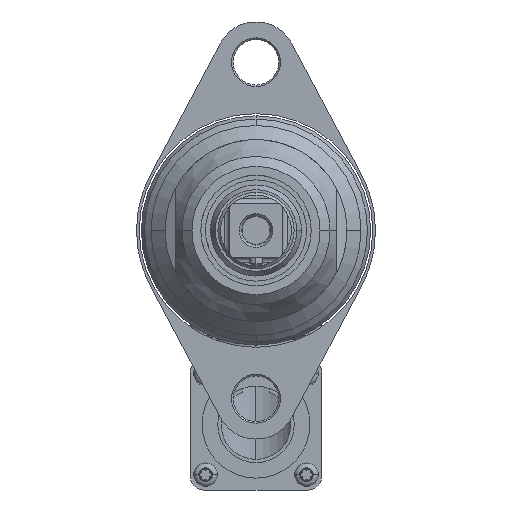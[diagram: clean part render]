
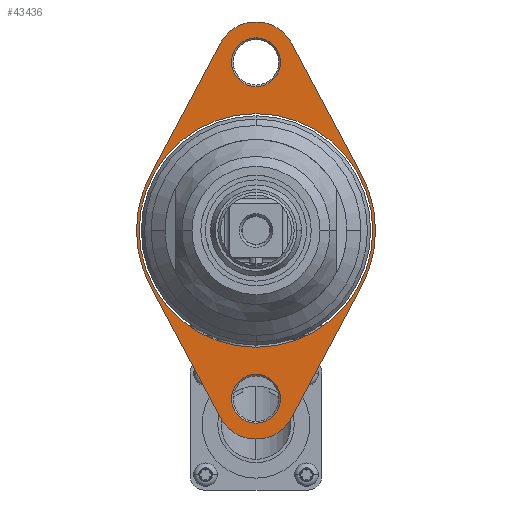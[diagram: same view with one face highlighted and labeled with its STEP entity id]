
A CAD part, left-side view. The second image highlights one B-rep face of the part: STEP entity #43436.
In plain terms, the highlighted planar face has unit normal (-1, 0, 0).
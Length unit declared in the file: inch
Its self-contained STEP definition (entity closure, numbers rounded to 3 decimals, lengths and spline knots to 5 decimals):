
#41428=CARTESIAN_POINT('',(-10.9852,0.,1.5625));
#41429=DIRECTION('',(-1.,0.,0.));
#41430=DIRECTION('',(0.,-0.882,0.47));
#41431=AXIS2_PLACEMENT_3D('',#41428,#41429,#41430);
#41433=DIRECTION('',(0.,0.47,0.882));
#41434=VECTOR('',#41433,1.37883);
#41435=CARTESIAN_POINT('',(-10.9852,-0.97952,0.52214));
#41436=LINE('',#41435,#41434);
#41437=CARTESIAN_POINT('',(-10.9852,0.,0.));
#41438=DIRECTION('',(-1.,0.,0.));
#41439=DIRECTION('',(0.,-0.882,-0.47));
#41440=AXIS2_PLACEMENT_3D('',#41437,#41438,#41439);
#41442=DIRECTION('',(0.,-0.47,0.882));
#41443=VECTOR('',#41442,1.37883);
#41444=CARTESIAN_POINT('',(-10.9852,-0.33092,-1.7389));
#41445=LINE('',#41444,#41443);
#41446=CARTESIAN_POINT('',(-10.9852,0.,-1.5625));
#41447=DIRECTION('',(-1.,0.,0.));
#41448=DIRECTION('',(0.,0.882,-0.47));
#41449=AXIS2_PLACEMENT_3D('',#41446,#41447,#41448);
#41451=DIRECTION('',(0.,-0.47,-0.882));
#41452=VECTOR('',#41451,1.37883);
#41453=CARTESIAN_POINT('',(-10.9852,0.97952,-0.52214));
#41454=LINE('',#41453,#41452);
#41455=CARTESIAN_POINT('',(-10.9852,0.,0.));
#41456=DIRECTION('',(-1.,0.,0.));
#41457=DIRECTION('',(0.,0.882,0.47));
#41458=AXIS2_PLACEMENT_3D('',#41455,#41456,#41457);
#41460=DIRECTION('',(0.,0.47,-0.882));
#41461=VECTOR('',#41460,1.37883);
#41462=CARTESIAN_POINT('',(-10.9852,0.33092,1.7389));
#41463=LINE('',#41462,#41461);
#41464=CARTESIAN_POINT('',(-10.9852,0.,0.));
#41465=DIRECTION('',(-1.,0.,0.));
#41466=DIRECTION('',(0.,0.,-1.));
#41467=AXIS2_PLACEMENT_3D('',#41464,#41465,#41466);
#41469=CARTESIAN_POINT('',(-10.9852,0.,0.));
#41470=DIRECTION('',(-1.,0.,0.));
#41471=DIRECTION('',(0.,0.,1.));
#41472=AXIS2_PLACEMENT_3D('',#41469,#41470,#41471);
#41670=CARTESIAN_POINT('',(-10.9852,0.,1.5625));
#41671=DIRECTION('',(1.,0.,0.));
#41672=DIRECTION('',(0.,0.,-1.));
#41673=AXIS2_PLACEMENT_3D('',#41670,#41671,#41672);
#41680=CARTESIAN_POINT('',(-10.9852,0.,1.5625));
#41681=DIRECTION('',(1.,0.,0.));
#41682=DIRECTION('',(0.,0.,1.));
#41683=AXIS2_PLACEMENT_3D('',#41680,#41681,#41682);
#41698=CARTESIAN_POINT('',(-10.9852,0.,-1.5625));
#41699=DIRECTION('',(-1.,0.,0.));
#41700=DIRECTION('',(0.,0.,1.));
#41701=AXIS2_PLACEMENT_3D('',#41698,#41699,#41700);
#41708=CARTESIAN_POINT('',(-10.9852,0.,-1.5625));
#41709=DIRECTION('',(-1.,0.,0.));
#41710=DIRECTION('',(0.,0.,-1.));
#41711=AXIS2_PLACEMENT_3D('',#41708,#41709,#41710);
#43203=CARTESIAN_POINT('',(-10.9852,-0.33092,1.7389));
#43204=CARTESIAN_POINT('',(-10.9852,0.33092,1.7389));
#43205=VERTEX_POINT('',#43203);
#43206=VERTEX_POINT('',#43204);
#43207=CARTESIAN_POINT('',(-10.9852,0.97952,0.52214));
#43208=VERTEX_POINT('',#43207);
#43209=CARTESIAN_POINT('',(-10.9852,0.97952,-0.52214));
#43210=VERTEX_POINT('',#43209);
#43211=CARTESIAN_POINT('',(-10.9852,0.33092,-1.7389));
#43212=VERTEX_POINT('',#43211);
#43213=CARTESIAN_POINT('',(-10.9852,-0.33092,-1.7389));
#43214=VERTEX_POINT('',#43213);
#43215=CARTESIAN_POINT('',(-10.9852,-0.97952,-0.52214));
#43216=VERTEX_POINT('',#43215);
#43217=CARTESIAN_POINT('',(-10.9852,-0.97952,0.52214));
#43218=VERTEX_POINT('',#43217);
#43247=CARTESIAN_POINT('',(-10.9852,0.,1.336));
#43248=CARTESIAN_POINT('',(-10.9852,0.,1.789));
#43249=VERTEX_POINT('',#43247);
#43250=VERTEX_POINT('',#43248);
#43255=CARTESIAN_POINT('',(-10.9852,0.,-1.336));
#43256=CARTESIAN_POINT('',(-10.9852,0.,-1.789));
#43257=VERTEX_POINT('',#43255);
#43258=VERTEX_POINT('',#43256);
#43271=CARTESIAN_POINT('',(-10.9852,0.,-1.085));
#43272=CARTESIAN_POINT('',(-10.9852,0.,1.085));
#43273=VERTEX_POINT('',#43271);
#43274=VERTEX_POINT('',#43272);
#43395=CARTESIAN_POINT('',(-10.9852,0.,0.));
#43396=DIRECTION('',(-1.,0.,0.));
#43397=DIRECTION('',(0.,-1.,0.));
#43398=AXIS2_PLACEMENT_3D('',#43395,#43396,#43397);
#43399=PLANE('',#43398);
#43401=ORIENTED_EDGE('',*,*,#43400,.F.);
#43403=ORIENTED_EDGE('',*,*,#43402,.F.);
#43405=ORIENTED_EDGE('',*,*,#43404,.F.);
#43407=ORIENTED_EDGE('',*,*,#43406,.F.);
#43409=ORIENTED_EDGE('',*,*,#43408,.F.);
#43411=ORIENTED_EDGE('',*,*,#43410,.F.);
#43413=ORIENTED_EDGE('',*,*,#43412,.F.);
#43415=ORIENTED_EDGE('',*,*,#43414,.F.);
#43416=EDGE_LOOP('',(#43401,#43403,#43405,#43407,#43409,#43411,#43413,#43415));
#43417=FACE_OUTER_BOUND('',#43416,.F.);
#43419=ORIENTED_EDGE('',*,*,#43418,.F.);
#43421=ORIENTED_EDGE('',*,*,#43420,.F.);
#43422=EDGE_LOOP('',(#43419,#43421));
#43423=FACE_BOUND('',#43422,.F.);
#43425=ORIENTED_EDGE('',*,*,#43424,.T.);
#43427=ORIENTED_EDGE('',*,*,#43426,.T.);
#43428=EDGE_LOOP('',(#43425,#43427));
#43429=FACE_BOUND('',#43428,.F.);
#43431=ORIENTED_EDGE('',*,*,#43430,.T.);
#43433=ORIENTED_EDGE('',*,*,#43432,.T.);
#43434=EDGE_LOOP('',(#43431,#43433));
#43435=FACE_BOUND('',#43434,.F.);
#43436=ADVANCED_FACE('',(#43417,#43423,#43429,#43435),#43399,.T.);
#41432=CIRCLE('',#41431,0.375);
#41441=CIRCLE('',#41440,1.11);
#41450=CIRCLE('',#41449,0.375);
#41459=CIRCLE('',#41458,1.11);
#41468=CIRCLE('',#41467,1.085);
#41473=CIRCLE('',#41472,1.085);
#41674=CIRCLE('',#41673,0.2265);
#41684=CIRCLE('',#41683,0.2265);
#41702=CIRCLE('',#41701,0.2265);
#41712=CIRCLE('',#41711,0.2265);
#43400=EDGE_CURVE('',#43205,#43206,#41432,.T.);
#43402=EDGE_CURVE('',#43218,#43205,#41436,.T.);
#43404=EDGE_CURVE('',#43216,#43218,#41441,.T.);
#43406=EDGE_CURVE('',#43214,#43216,#41445,.T.);
#43408=EDGE_CURVE('',#43212,#43214,#41450,.T.);
#43410=EDGE_CURVE('',#43210,#43212,#41454,.T.);
#43412=EDGE_CURVE('',#43208,#43210,#41459,.T.);
#43414=EDGE_CURVE('',#43206,#43208,#41463,.T.);
#43418=EDGE_CURVE('',#43250,#43249,#41684,.T.);
#43420=EDGE_CURVE('',#43249,#43250,#41674,.T.);
#43424=EDGE_CURVE('',#43258,#43257,#41712,.T.);
#43426=EDGE_CURVE('',#43257,#43258,#41702,.T.);
#43430=EDGE_CURVE('',#43273,#43274,#41468,.T.);
#43432=EDGE_CURVE('',#43274,#43273,#41473,.T.);
